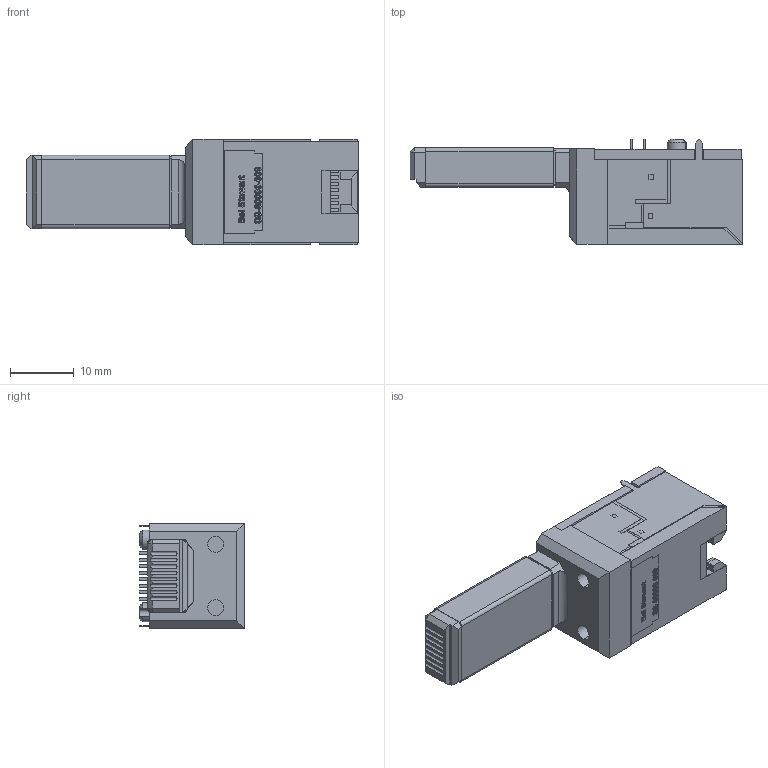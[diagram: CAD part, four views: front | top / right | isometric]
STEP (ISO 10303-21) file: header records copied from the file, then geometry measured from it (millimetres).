
FILE_DESCRIPTION (( 'STEP AP214' ), '1' );
FILE_NAME ('55140~1.STEP', '2020-04-08T14:03:00', ( '' ), ( '' ), 'SwSTEP 2.0', 'SolidWorks 2018', '' );
FILE_SCHEMA (( 'AUTOMOTIVE_DESIGN' ));
Length unit declared in the file: millimetre
Products named in the file (6): RFC-54120006S02-RJ45~4_S; 55141~2_KUNDE<S>; FC-54120006S02R-RJ45~4_S; 55143~2_KUNDE<S>; 55140~1; 55142~0
Assembly tree (5 placements, depth 3):
  55140~1
    55143~2_KUNDE<S>
    FC-54120006S02R-RJ45~4_S
      RFC-54120006S02-RJ45~4_S
    55141~2_KUNDE<S>
    55142~0
Bounding box: 52.15 x 16.55 x 16.5 mm (x, y, z)
Volume: 5921.2 mm3; surface area: 7122.3 mm2
Topology: 8 solids, 8 shells, 785 faces, 2167 edges, 1433 vertices
Faces by surface type: plane 490, bspline 210, cylinder 74, cone 11
Entity records: 41391 total; most frequent: CARTESIAN_POINT 16366, ORIENTED_EDGE 4318, DIRECTION 3037, EDGE_CURVE 2159, VECTOR 1581, LINE 1581, VERTEX_POINT 1433, EDGE_LOOP 870
